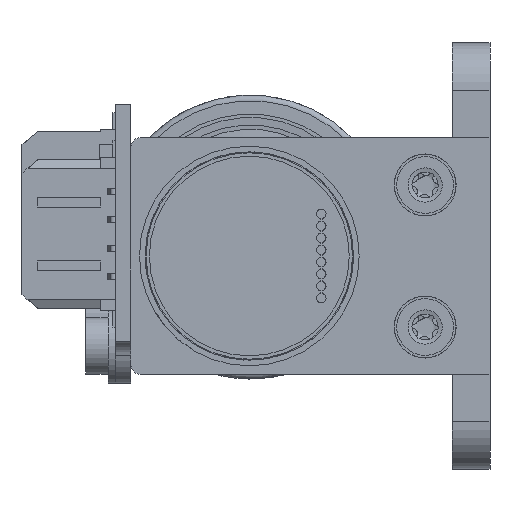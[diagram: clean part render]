
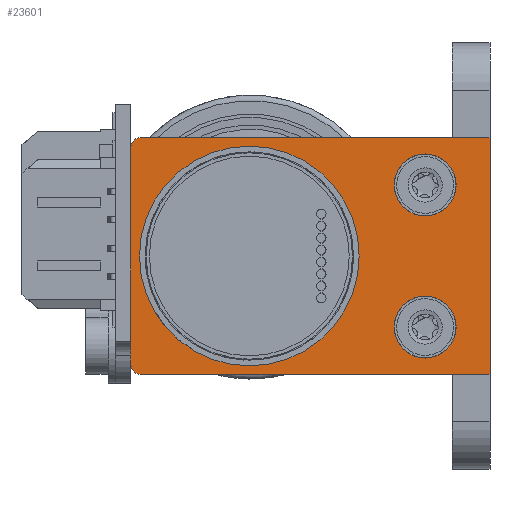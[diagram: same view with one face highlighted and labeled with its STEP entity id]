
A CAD part, left-side view. The second image highlights one B-rep face of the part: STEP entity #23601.
In plain terms, the highlighted face is planar.
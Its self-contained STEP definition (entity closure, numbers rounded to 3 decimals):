
#518=PLANE('',#25263);
#1562=FACE_BOUND('',#3082,.T.);
#1563=FACE_BOUND('',#3083,.T.);
#1564=FACE_BOUND('',#3084,.T.);
#1767=FACE_OUTER_BOUND('',#3081,.T.);
#3081=EDGE_LOOP('',(#16552,#16553,#16554,#16555,#16556,#16557,#16558,#16559,
#16560,#16561));
#3082=EDGE_LOOP('',(#16562,#16563));
#3083=EDGE_LOOP('',(#16564,#16565));
#3084=EDGE_LOOP('',(#16566,#16567));
#4561=LINE('',#34820,#7092);
#4563=LINE('',#34825,#7094);
#4571=LINE('',#34843,#7102);
#4590=LINE('',#34881,#7121);
#4599=LINE('',#34899,#7130);
#4600=LINE('',#34901,#7131);
#4601=LINE('',#34902,#7132);
#4602=LINE('',#34904,#7133);
#7092=VECTOR('',#27681,1000.);
#7094=VECTOR('',#27685,1000.);
#7102=VECTOR('',#27697,1000.);
#7121=VECTOR('',#27724,1000.);
#7130=VECTOR('',#27739,1000.);
#7131=VECTOR('',#27740,1000.);
#7132=VECTOR('',#27741,1000.);
#7133=VECTOR('',#27744,1000.);
#9667=CIRCLE('',#25182,11.6);
#9668=CIRCLE('',#25183,11.6);
#9681=CIRCLE('',#25200,3.275);
#9682=CIRCLE('',#25201,3.275);
#9691=CIRCLE('',#25213,3.275);
#9692=CIRCLE('',#25214,3.275);
#9723=CIRCLE('',#25264,1.);
#9724=CIRCLE('',#25265,1.);
#10562=VERTEX_POINT('',#34664);
#10563=VERTEX_POINT('',#34666);
#10578=VERTEX_POINT('',#34704);
#10579=VERTEX_POINT('',#34706);
#10588=VERTEX_POINT('',#34730);
#10589=VERTEX_POINT('',#34732);
#10622=VERTEX_POINT('',#34817);
#10623=VERTEX_POINT('',#34819);
#10624=VERTEX_POINT('',#34823);
#10625=VERTEX_POINT('',#34824);
#10632=VERTEX_POINT('',#34841);
#10633=VERTEX_POINT('',#34842);
#10647=VERTEX_POINT('',#34878);
#10648=VERTEX_POINT('',#34880);
#10654=VERTEX_POINT('',#34898);
#10655=VERTEX_POINT('',#34900);
#12909=EDGE_CURVE('',#10562,#10563,#9667,.T.);
#12910=EDGE_CURVE('',#10563,#10562,#9668,.T.);
#12929=EDGE_CURVE('',#10578,#10579,#9681,.T.);
#12930=EDGE_CURVE('',#10579,#10578,#9682,.T.);
#12942=EDGE_CURVE('',#10588,#10589,#9691,.T.);
#12943=EDGE_CURVE('',#10589,#10588,#9692,.T.);
#12985=EDGE_CURVE('',#10623,#10622,#4561,.T.);
#12987=EDGE_CURVE('',#10624,#10625,#4563,.T.);
#12995=EDGE_CURVE('',#10632,#10633,#4571,.T.);
#13014=EDGE_CURVE('',#10647,#10648,#4590,.T.);
#13023=EDGE_CURVE('',#10647,#10623,#9723,.T.);
#13024=EDGE_CURVE('',#10654,#10622,#4599,.T.);
#13025=EDGE_CURVE('',#10655,#10654,#4600,.T.);
#13026=EDGE_CURVE('',#10655,#10624,#4601,.T.);
#13027=EDGE_CURVE('',#10625,#10632,#9724,.T.);
#13028=EDGE_CURVE('',#10633,#10648,#4602,.T.);
#16552=ORIENTED_EDGE('',*,*,#13014,.F.);
#16553=ORIENTED_EDGE('',*,*,#13023,.T.);
#16554=ORIENTED_EDGE('',*,*,#12985,.T.);
#16555=ORIENTED_EDGE('',*,*,#13024,.F.);
#16556=ORIENTED_EDGE('',*,*,#13025,.F.);
#16557=ORIENTED_EDGE('',*,*,#13026,.T.);
#16558=ORIENTED_EDGE('',*,*,#12987,.T.);
#16559=ORIENTED_EDGE('',*,*,#13027,.T.);
#16560=ORIENTED_EDGE('',*,*,#12995,.T.);
#16561=ORIENTED_EDGE('',*,*,#13028,.T.);
#16562=ORIENTED_EDGE('',*,*,#12910,.F.);
#16563=ORIENTED_EDGE('',*,*,#12909,.F.);
#16564=ORIENTED_EDGE('',*,*,#12930,.F.);
#16565=ORIENTED_EDGE('',*,*,#12929,.F.);
#16566=ORIENTED_EDGE('',*,*,#12943,.F.);
#16567=ORIENTED_EDGE('',*,*,#12942,.F.);
#23601=ADVANCED_FACE('',(#1767,#1562,#1563,#1564),#518,.F.);
#25182=AXIS2_PLACEMENT_3D('',#34667,#27515,#27516);
#25183=AXIS2_PLACEMENT_3D('',#34668,#27517,#27518);
#25200=AXIS2_PLACEMENT_3D('',#34707,#27557,#27558);
#25201=AXIS2_PLACEMENT_3D('',#34708,#27559,#27560);
#25213=AXIS2_PLACEMENT_3D('',#34733,#27586,#27587);
#25214=AXIS2_PLACEMENT_3D('',#34734,#27588,#27589);
#25263=AXIS2_PLACEMENT_3D('',#34896,#27735,#27736);
#25264=AXIS2_PLACEMENT_3D('',#34897,#27737,#27738);
#25265=AXIS2_PLACEMENT_3D('',#34903,#27742,#27743);
#27515=DIRECTION('center_axis',(1.,0.,0.));
#27516=DIRECTION('ref_axis',(0.,0.,-1.));
#27517=DIRECTION('center_axis',(1.,0.,0.));
#27518=DIRECTION('ref_axis',(0.,0.,-1.));
#27557=DIRECTION('center_axis',(1.,0.,0.));
#27558=DIRECTION('ref_axis',(0.,0.,-1.));
#27559=DIRECTION('center_axis',(1.,0.,0.));
#27560=DIRECTION('ref_axis',(0.,0.,-1.));
#27586=DIRECTION('center_axis',(1.,0.,0.));
#27587=DIRECTION('ref_axis',(0.,0.,-1.));
#27588=DIRECTION('center_axis',(1.,0.,0.));
#27589=DIRECTION('ref_axis',(0.,0.,-1.));
#27681=DIRECTION('',(0.,0.,1.));
#27685=DIRECTION('',(0.,0.,1.));
#27697=DIRECTION('',(0.,-1.,0.));
#27724=DIRECTION('',(0.,-1.,0.));
#27735=DIRECTION('center_axis',(-1.,0.,0.));
#27736=DIRECTION('ref_axis',(0.,0.,1.));
#27737=DIRECTION('center_axis',(1.,0.,0.));
#27738=DIRECTION('ref_axis',(0.,0.,1.));
#27739=DIRECTION('',(0.,-1.,0.));
#27740=DIRECTION('',(0.,0.,-1.));
#27741=DIRECTION('',(0.,-1.,0.));
#27742=DIRECTION('center_axis',(1.,0.,0.));
#27743=DIRECTION('ref_axis',(0.,0.,1.));
#27744=DIRECTION('',(0.,0.,-1.));
#34664=CARTESIAN_POINT('',(33.,25.42,11.6));
#34666=CARTESIAN_POINT('',(33.,25.42,-11.6));
#34667=CARTESIAN_POINT('Origin',(33.,25.42,0.));
#34668=CARTESIAN_POINT('Origin',(33.,25.42,0.));
#34704=CARTESIAN_POINT('',(33.,6.85,10.775));
#34706=CARTESIAN_POINT('',(33.,6.85,4.225));
#34707=CARTESIAN_POINT('Origin',(33.,6.85,7.5));
#34708=CARTESIAN_POINT('Origin',(33.,6.85,7.5));
#34730=CARTESIAN_POINT('',(33.,6.85,-4.225));
#34732=CARTESIAN_POINT('',(33.,6.85,-10.775));
#34733=CARTESIAN_POINT('Origin',(33.,6.85,-7.5));
#34734=CARTESIAN_POINT('Origin',(33.,6.85,-7.5));
#34817=CARTESIAN_POINT('',(33.,37.92,-1.));
#34819=CARTESIAN_POINT('',(33.,37.92,-11.5));
#34820=CARTESIAN_POINT('',(33.,37.92,0.));
#34823=CARTESIAN_POINT('',(33.,37.92,1.));
#34824=CARTESIAN_POINT('',(33.,37.92,11.5));
#34825=CARTESIAN_POINT('',(33.,37.92,0.));
#34841=CARTESIAN_POINT('',(33.,36.92,12.5));
#34842=CARTESIAN_POINT('',(33.,0.,12.5));
#34843=CARTESIAN_POINT('',(33.,10.5,12.5));
#34878=CARTESIAN_POINT('',(33.,36.92,-12.5));
#34880=CARTESIAN_POINT('',(33.,0.,-12.5));
#34881=CARTESIAN_POINT('',(33.,10.5,-12.5));
#34896=CARTESIAN_POINT('Origin',(33.,10.5,12.5));
#34897=CARTESIAN_POINT('Origin',(33.,36.92,-11.5));
#34898=CARTESIAN_POINT('',(33.,39.42,-1.));
#34899=CARTESIAN_POINT('',(33.,39.42,-1.));
#34900=CARTESIAN_POINT('',(33.,39.42,1.));
#34901=CARTESIAN_POINT('',(33.,39.42,1.));
#34902=CARTESIAN_POINT('',(33.,39.42,1.));
#34903=CARTESIAN_POINT('Origin',(33.,36.92,11.5));
#34904=CARTESIAN_POINT('',(33.,0.,12.5));
